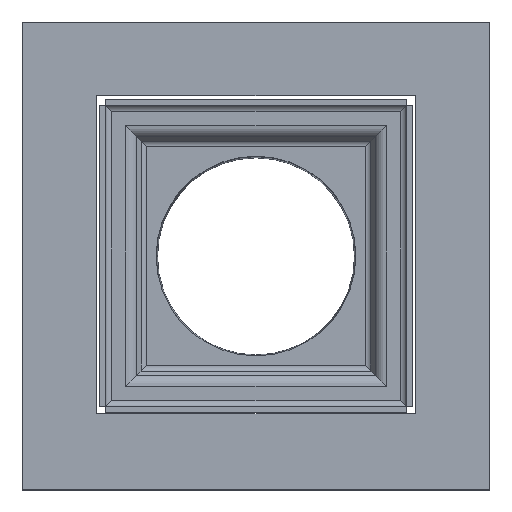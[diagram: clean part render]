
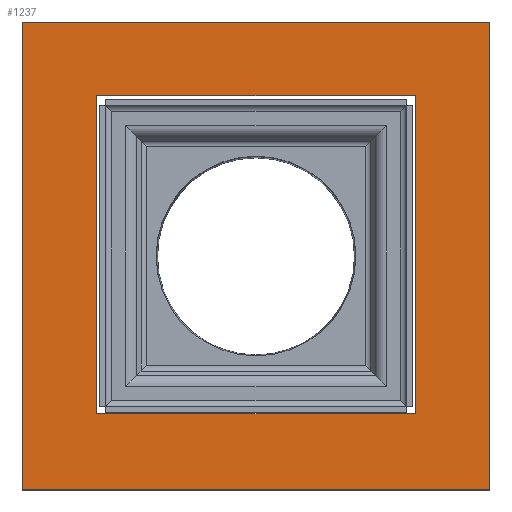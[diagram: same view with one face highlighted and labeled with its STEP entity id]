
A CAD part, top view. The second image highlights one B-rep face of the part: STEP entity #1237.
In plain terms, the highlighted planar face has unit normal (0, 0, 1).
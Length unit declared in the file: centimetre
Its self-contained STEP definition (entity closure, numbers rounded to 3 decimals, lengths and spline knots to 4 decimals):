
#154=LINE('',#2043,#276);
#157=LINE('',#2049,#279);
#160=LINE('',#2055,#282);
#163=LINE('',#2059,#285);
#166=LINE('',#2067,#288);
#169=LINE('',#2073,#291);
#172=LINE('',#2079,#294);
#175=LINE('',#2083,#297);
#276=VECTOR('',#1698,1.);
#279=VECTOR('',#1703,1.);
#282=VECTOR('',#1708,1.);
#285=VECTOR('',#1713,1.);
#288=VECTOR('',#1718,1.);
#291=VECTOR('',#1723,1.);
#294=VECTOR('',#1728,1.);
#297=VECTOR('',#1733,1.);
#330=FACE_BOUND('',#486,.T.);
#405=FACE_OUTER_BOUND('',#485,.T.);
#485=EDGE_LOOP('',(#1105,#1106,#1107,#1108));
#486=EDGE_LOOP('',(#1109,#1110,#1111,#1112));
#597=VERTEX_POINT('',#2040);
#598=VERTEX_POINT('',#2042);
#600=VERTEX_POINT('',#2048);
#602=VERTEX_POINT('',#2054);
#605=VERTEX_POINT('',#2064);
#606=VERTEX_POINT('',#2066);
#608=VERTEX_POINT('',#2072);
#610=VERTEX_POINT('',#2078);
#759=EDGE_CURVE('',#598,#597,#154,.T.);
#762=EDGE_CURVE('',#600,#598,#157,.T.);
#765=EDGE_CURVE('',#602,#600,#160,.T.);
#768=EDGE_CURVE('',#597,#602,#163,.T.);
#771=EDGE_CURVE('',#606,#605,#166,.T.);
#774=EDGE_CURVE('',#608,#606,#169,.T.);
#777=EDGE_CURVE('',#610,#608,#172,.T.);
#780=EDGE_CURVE('',#605,#610,#175,.T.);
#1105=ORIENTED_EDGE('',*,*,#780,.T.);
#1106=ORIENTED_EDGE('',*,*,#777,.T.);
#1107=ORIENTED_EDGE('',*,*,#774,.T.);
#1108=ORIENTED_EDGE('',*,*,#771,.T.);
#1109=ORIENTED_EDGE('',*,*,#768,.T.);
#1110=ORIENTED_EDGE('',*,*,#765,.T.);
#1111=ORIENTED_EDGE('',*,*,#762,.T.);
#1112=ORIENTED_EDGE('',*,*,#759,.T.);
#1162=PLANE('',#1364);
#1237=ADVANCED_FACE('',(#405,#330),#1162,.T.);
#1364=AXIS2_PLACEMENT_3D('',#2084,#1734,#1735);
#1698=DIRECTION('',(0.,-1.,0.));
#1703=DIRECTION('',(1.,0.,0.));
#1708=DIRECTION('',(0.,1.,0.));
#1713=DIRECTION('',(-1.,0.,0.));
#1718=DIRECTION('',(0.,1.,0.));
#1723=DIRECTION('',(1.,0.,0.));
#1728=DIRECTION('',(0.,-1.,0.));
#1733=DIRECTION('',(-1.,0.,0.));
#1734=DIRECTION('center_axis',(0.,0.,1.));
#1735=DIRECTION('ref_axis',(1.,0.,0.));
#2040=CARTESIAN_POINT('',(573.6135,189.6791,83.));
#2042=CARTESIAN_POINT('',(573.6135,393.6791,83.));
#2043=CARTESIAN_POINT('',(573.6135,393.6791,83.));
#2048=CARTESIAN_POINT('',(369.6135,393.6791,83.));
#2049=CARTESIAN_POINT('',(369.6135,393.6791,83.));
#2054=CARTESIAN_POINT('',(369.6135,189.6791,83.));
#2055=CARTESIAN_POINT('',(369.6135,189.6791,83.));
#2059=CARTESIAN_POINT('',(573.6135,189.6791,83.));
#2064=CARTESIAN_POINT('',(621.6135,440.9291,83.));
#2066=CARTESIAN_POINT('',(621.6135,140.9291,83.));
#2067=CARTESIAN_POINT('',(621.6135,140.9291,83.));
#2072=CARTESIAN_POINT('',(321.6135,140.9291,83.));
#2073=CARTESIAN_POINT('',(321.6135,140.9291,83.));
#2078=CARTESIAN_POINT('',(321.6135,440.9291,83.));
#2079=CARTESIAN_POINT('',(321.6135,440.9291,83.));
#2083=CARTESIAN_POINT('',(621.6135,440.9291,83.));
#2084=CARTESIAN_POINT('Origin',(471.6135,290.9291,83.));
